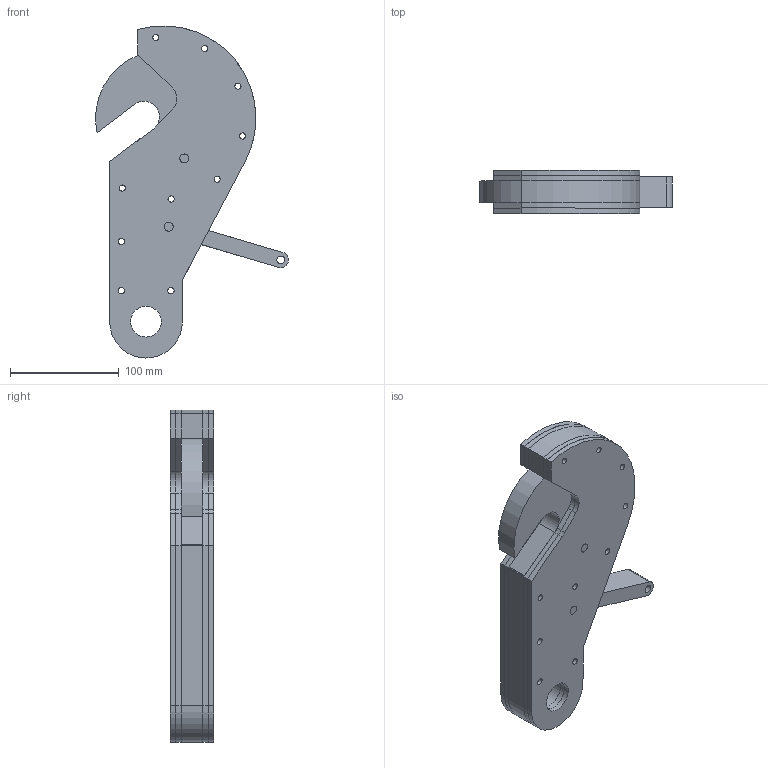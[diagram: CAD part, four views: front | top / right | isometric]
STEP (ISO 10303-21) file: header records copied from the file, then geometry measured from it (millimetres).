
FILE_DESCRIPTION(/* description */ (''),/* implementation_level */ '2;1');
FILE_NAME(/* name */ 'release mechanism v6.step',/* time_stamp */ '2022-06-19T19:57:59+08:00',/* author */ (''),/* organization */ (''),/* preprocessor_version */ 'ST-DEVELOPER v19',/* originating_system */ 'Autodesk Translation Framework v11.7.0.108',/* authorisation */ '');
FILE_SCHEMA (('AUTOMOTIVE_DESIGN { 1 0 10303 214 3 1 1 }'));
Length unit declared in the file: millimetre
Products named in the file (5): release mechanism; aluminum extrusion; main stucture; rotor; handle
Assembly tree (4 placements, depth 2):
  release mechanism
    aluminum extrusion
    main stucture
    rotor
    handle
Bounding box: 177.68 x 40 x 305.86 mm (x, y, z)
Volume: 941437.2 mm3; surface area: 314040.7 mm2
Topology: 11 solids, 11 shells, 258 faces, 708 edges, 472 vertices
Faces by surface type: cylinder 134, plane 124
Full cylindrical faces by diameter (mm): 4.3 x1, 5 x2, 5.664 x35, 5.784 x15, 7.141 x1, 8.2 x10, 28.387 x5
Entity records: 8715 total; most frequent: DIRECTION 1510, CARTESIAN_POINT 1447, ORIENTED_EDGE 1416, EDGE_CURVE 708, AXIS2_PLACEMENT_3D 535, VERTEX_POINT 472, LINE 440, VECTOR 440
